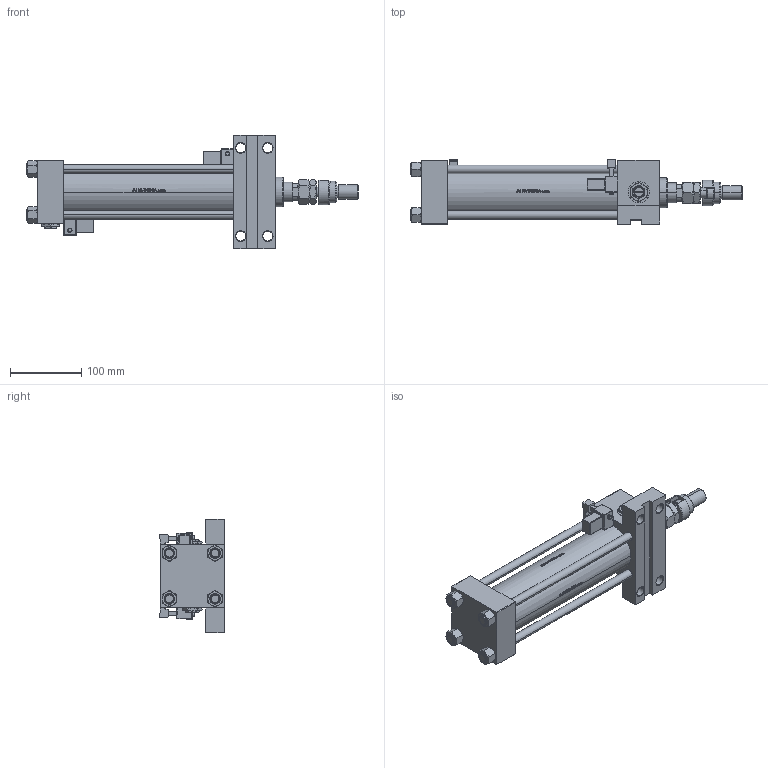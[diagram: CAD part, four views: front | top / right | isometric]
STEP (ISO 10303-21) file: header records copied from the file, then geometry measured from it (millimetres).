
FILE_DESCRIPTION (( 'STEP AP203' ), '1' );
FILE_NAME ('1a96.STEP', '2024-11-07T13:04:24', ( '' ), ( '' ), 'SwSTEP 2.0', 'SolidWorks 2019', '' );
FILE_SCHEMA (( 'CONFIG_CONTROL_DESIGN' ));
Length unit declared in the file: millimetre
Products named in the file (11): NUT_M5_F eea70411c458f4d5e0c26e1f55afddbe; V215_VC_A eea70411c458f4d5e0c26e1f55afddbe; Zatka_pro_OIL_PORT eea70411c458f4d5e0c26e1f55afddbe; V215CR_F_TYCINKA eea70411c458f4d5e0c26e1f55afddbe; DFA eea70411c458f4d5e0c26e1f55afddbe; V215CR_MSU eea70411c458f4d5e0c26e1f55afddbe; 1a96; V215CR_F_Body eea70411c458f4d5e0c26e1f55afddbe; V215CR_VCP_F eea70411c458f4d5e0c26e1f55afddbe; FEMALE_PART_FOR_DFA eea70411c458f4d5e0c26e1f55afddbe; MFA eea70411c458f4d5e0c26e1f55afddbe
Assembly tree (18 placements, depth 3):
  1a96
    V215CR_F_Body eea70411c458f4d5e0c26e1f55afddbe
    V215CR_VCP_F eea70411c458f4d5e0c26e1f55afddbe
    V215CR_F_TYCINKA eea70411c458f4d5e0c26e1f55afddbe  x4
    NUT_M5_F eea70411c458f4d5e0c26e1f55afddbe  x4
    V215_VC_A eea70411c458f4d5e0c26e1f55afddbe
    DFA eea70411c458f4d5e0c26e1f55afddbe
      FEMALE_PART_FOR_DFA eea70411c458f4d5e0c26e1f55afddbe
      MFA eea70411c458f4d5e0c26e1f55afddbe
    V215CR_MSU eea70411c458f4d5e0c26e1f55afddbe  x2
    Zatka_pro_OIL_PORT eea70411c458f4d5e0c26e1f55afddbe  x2
Bounding box: 467 x 90.53 x 160 mm (x, y, z)
Volume: 1429599 mm3; surface area: 339819.1 mm2
Topology: 17 solids, 17 shells, 1426 faces, 3458 edges, 2173 vertices
Faces by surface type: plane 567, bspline 380, cone 232, cylinder 199, torus 24, sphere 24
Entity records: 54090 total; most frequent: CARTESIAN_POINT 27428, ORIENTED_EDGE 5834, DIRECTION 4041, EDGE_CURVE 2917, VERTEX_POINT 1875, VECTOR 1469, LINE 1469, EDGE_LOOP 1332
